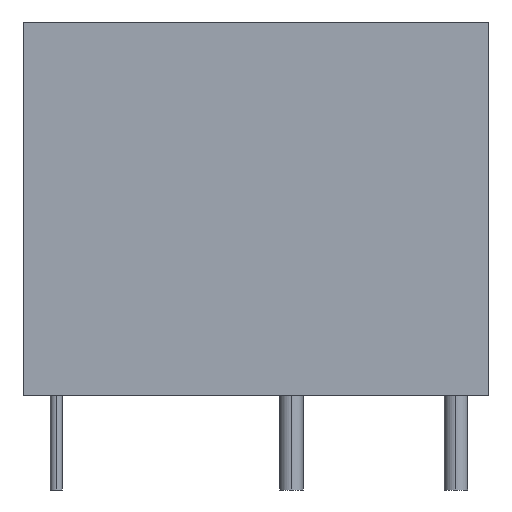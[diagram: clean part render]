
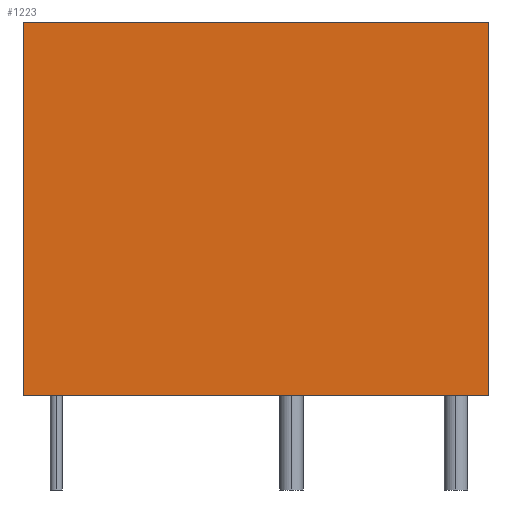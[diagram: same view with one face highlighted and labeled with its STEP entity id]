
A CAD part, front view. The second image highlights one B-rep face of the part: STEP entity #1223.
In plain terms, the highlighted planar face has unit normal (0, -1, 0).
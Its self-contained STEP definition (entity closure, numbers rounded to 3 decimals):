
#380 = VERTEX_POINT('',#381);
#381 = CARTESIAN_POINT('',(-1.2,-1.15,-0.005));
#396 = VERTEX_POINT('',#397);
#397 = CARTESIAN_POINT('',(18.6,-1.15,-0.005));
#403 = EDGE_CURVE('',#380,#396,#404,.T.);
#404 = LINE('',#405,#406);
#405 = CARTESIAN_POINT('',(-1.2,-1.15,-0.005));
#406 = VECTOR('',#407,1.);
#407 = DIRECTION('',(1.,0.,0.));
#708 = VERTEX_POINT('',#709);
#709 = CARTESIAN_POINT('',(-1.2,-1.15,15.895));
#715 = EDGE_CURVE('',#708,#716,#718,.T.);
#716 = VERTEX_POINT('',#717);
#717 = CARTESIAN_POINT('',(18.6,-1.15,15.895));
#718 = LINE('',#719,#720);
#719 = CARTESIAN_POINT('',(-1.2,-1.15,15.895));
#720 = VECTOR('',#721,1.);
#721 = DIRECTION('',(1.,0.,0.));
#1206 = EDGE_CURVE('',#708,#380,#1207,.T.);
#1207 = LINE('',#1208,#1209);
#1208 = CARTESIAN_POINT('',(-1.2,-1.15,15.895));
#1209 = VECTOR('',#1210,1.);
#1210 = DIRECTION('',(-0.,0.,-1.));
#1223 = ADVANCED_FACE('',(#1224),#1235,.F.);
#1224 = FACE_BOUND('',#1225,.T.);
#1225 = EDGE_LOOP('',(#1226,#1227,#1233,#1234));
#1226 = ORIENTED_EDGE('',*,*,#403,.T.);
#1227 = ORIENTED_EDGE('',*,*,#1228,.F.);
#1228 = EDGE_CURVE('',#716,#396,#1229,.T.);
#1229 = LINE('',#1230,#1231);
#1230 = CARTESIAN_POINT('',(18.6,-1.15,15.895));
#1231 = VECTOR('',#1232,1.);
#1232 = DIRECTION('',(-0.,0.,-1.));
#1233 = ORIENTED_EDGE('',*,*,#715,.F.);
#1234 = ORIENTED_EDGE('',*,*,#1206,.T.);
#1235 = PLANE('',#1236);
#1236 = AXIS2_PLACEMENT_3D('',#1237,#1238,#1239);
#1237 = CARTESIAN_POINT('',(-1.2,-1.15,15.895));
#1238 = DIRECTION('',(0.,1.,0.));
#1239 = DIRECTION('',(-1.,0.,0.));
